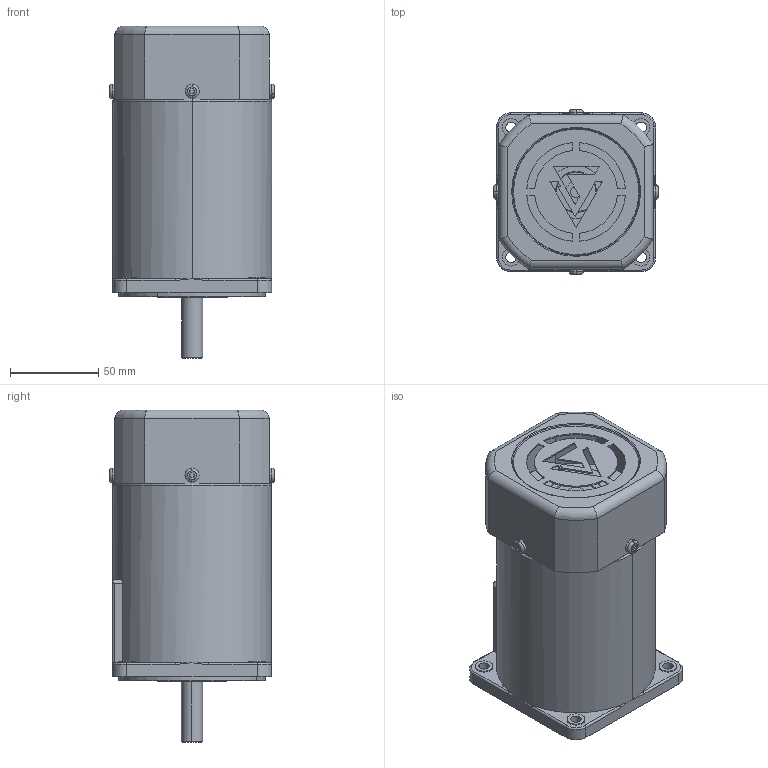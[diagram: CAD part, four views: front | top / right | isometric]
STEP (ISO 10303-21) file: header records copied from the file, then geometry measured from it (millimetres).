
FILE_DESCRIPTION (( 'STEP AP203' ), '1' );
FILE_NAME ('5IK90.120RA-CF.STEP', '2022-08-25T03:04:06', ( '' ), ( 'Microsoft' ), 'SwSTEP 2.0', 'SolidWorks 2020', '' );
FILE_SCHEMA (( 'CONFIG_CONTROL_DESIGN' ));
Length unit declared in the file: millimetre
Products named in the file (1): 5IK90.120RA-CF
Bounding box: 93.4 x 93.4 x 188 mm (x, y, z)
Surface area: 114244.1 mm2 (no closed solid volume)
Topology: 0 solids, 13 shells, 278 faces, 732 edges, 474 vertices
Faces by surface type: plane 124, cylinder 96, torus 28, cone 16, bspline 14
Entity records: 9681 total; most frequent: CARTESIAN_POINT 2685, DIRECTION 1496, ORIENTED_EDGE 1336, EDGE_CURVE 724, AXIS2_PLACEMENT_3D 559, VERTEX_POINT 474, LINE 378, VECTOR 378
